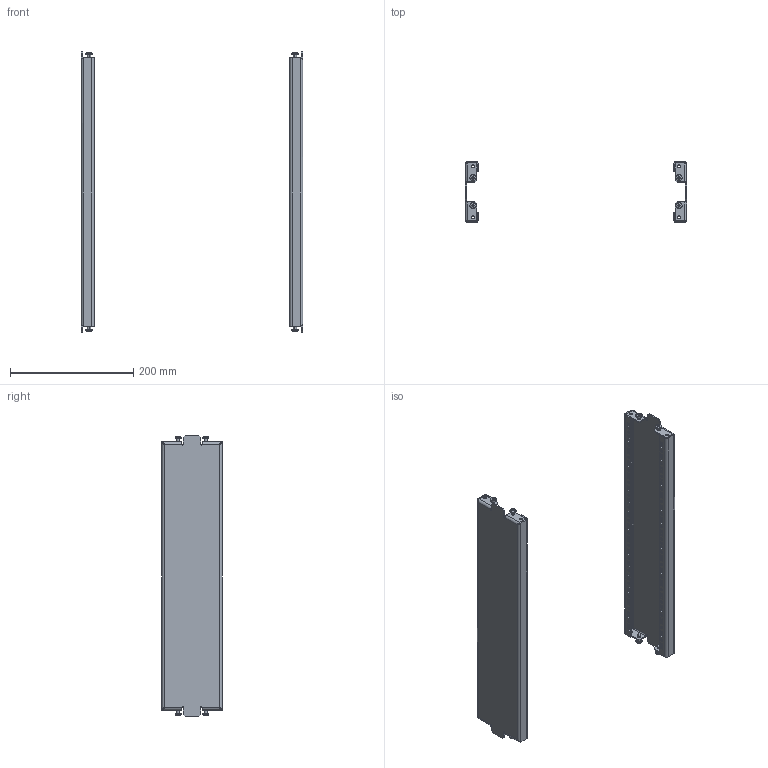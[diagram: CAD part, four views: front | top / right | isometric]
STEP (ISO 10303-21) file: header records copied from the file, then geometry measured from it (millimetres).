
FILE_DESCRIPTION (( 'STEP AP203' ), '1' );
FILE_NAME ('UR13604210060 Ýëåìåíòû áîêîâûå öîêîëÿ 100ìì RS52 00.60 RAL7021 (2øò) (000.136.062-02).STEP', '2022-04-14T05:28:53', ( '' ), ( '' ), 'SwSTEP 2.0', 'SolidWorks 2017', '' );
FILE_SCHEMA (( 'CONFIG_CONTROL_DESIGN' ));
Length unit declared in the file: millimetre
Products named in the file (3): UR13604210060 Ýëåìåíòû áîêîâûå öîêîëÿ 100ìì RS52 00.60 RAL7021 (2øò) (000.136.062-02); Âèíò DIN 7500 C TORX_Œ5å12; 070-65 Ïàíåëü öîêîëÿ RS52_02 (00.60)
Assembly tree (10 placements, depth 2):
  UR13604210060 Ýëåìåíòû áîêîâûå öîêîëÿ 100ìì RS52 00.60 RAL7021 (2øò) (000.136.062-02)
    070-65 Ïàíåëü öîêîëÿ RS52_02 (00.60)  x2
    Âèíò DIN 7500 C TORX_Œ5å12  x8
Bounding box: 359 x 98 x 454.8 mm (x, y, z)
Volume: 279593.3 mm3; surface area: 292097.9 mm2
Topology: 10 solids, 10 shells, 948 faces, 2624 edges, 1704 vertices
Faces by surface type: plane 544, cylinder 340, cone 32, bspline 16, sphere 16
Entity records: 12425 total; most frequent: CARTESIAN_POINT 2532, ORIENTED_EDGE 1952, DIRECTION 1861, EDGE_CURVE 976, VECTOR 699, LINE 699, VERTEX_POINT 630, AXIS2_PLACEMENT_3D 581
